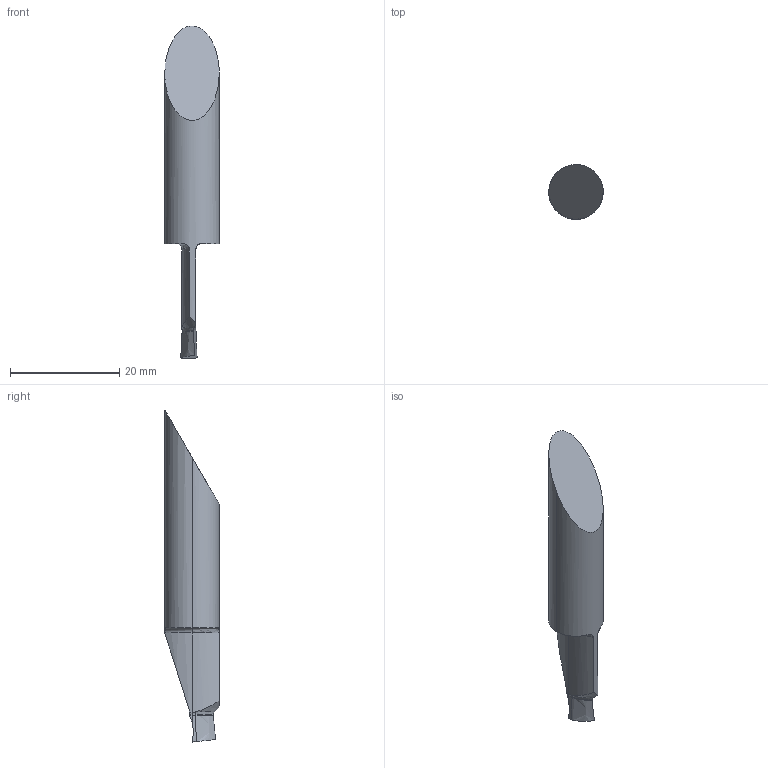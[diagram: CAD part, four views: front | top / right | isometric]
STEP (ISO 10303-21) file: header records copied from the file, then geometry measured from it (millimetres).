
FILE_DESCRIPTION(/* description */ (''),/* implementation_level */ '2;1');
FILE_NAME(/* name */ '1577777624449.stp',/* time_stamp */ '2019-12-31T13:03:58+06:00',/* author */ (''),/* organization */ ('SMS'),/* preprocessor_version */ 'ST-DEVELOPER v16.7',/* originating_system */ 'SIEMENS PLM Software NX 12.0',/* authorisation */ '');
FILE_SCHEMA (('AUTOMOTIVE_DESIGN { 1 0 10303 214 3 1 1 1 }'));
Length unit declared in the file: millimetre
Products named in the file (1): 202044377mod000_00
Bounding box: 10 x 10 x 60.91 mm (x, y, z)
Volume: 2765 mm3; surface area: 1572.8 mm2
Topology: 2 solids, 2 shells, 36 faces, 93 edges, 65 vertices
Faces by surface type: plane 14, bspline 10, cylinder 9, torus 2, cone 1
Entity records: 1537 total; most frequent: CARTESIAN_POINT 711, ORIENTED_EDGE 184, DIRECTION 121, EDGE_CURVE 92, VERTEX_POINT 60, AXIS2_PLACEMENT_3D 43, ADVANCED_FACE 36, FACE_OUTER_BOUND 36
